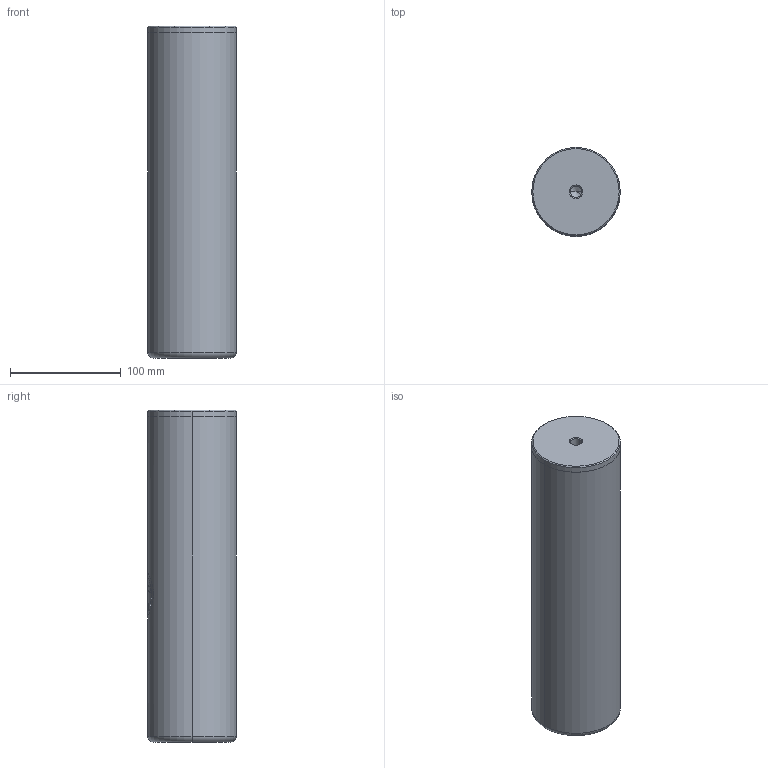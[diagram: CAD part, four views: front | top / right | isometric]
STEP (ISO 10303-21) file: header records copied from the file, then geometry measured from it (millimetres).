
FILE_DESCRIPTION (( 'STEP AP214' ), '1' );
FILE_NAME ('KHLP-D80-L300.STEP', '2021-10-09T03:20:39', ( '' ), ( '' ), 'SwSTEP 2.0', 'SolidWorks 2016', '' );
FILE_SCHEMA (( 'AUTOMOTIVE_DESIGN' ));
Length unit declared in the file: millimetre
Products named in the file (2): KHLP-D80-L300
Bounding box: 80 x 80 x 300 mm (x, y, z)
Volume: 1500134.5 mm3; surface area: 86819.3 mm2
Topology: 1 solids, 1 shells, 44 faces, 100 edges, 60 vertices
Faces by surface type: cone 12, cylinder 12, plane 10, bspline 8, torus 2
Entity records: 2992 total; most frequent: CARTESIAN_POINT 1981, ORIENTED_EDGE 192, DIRECTION 180, EDGE_CURVE 96, AXIS2_PLACEMENT_3D 74, VERTEX_POINT 60, EDGE_LOOP 50, ADVANCED_FACE 44
